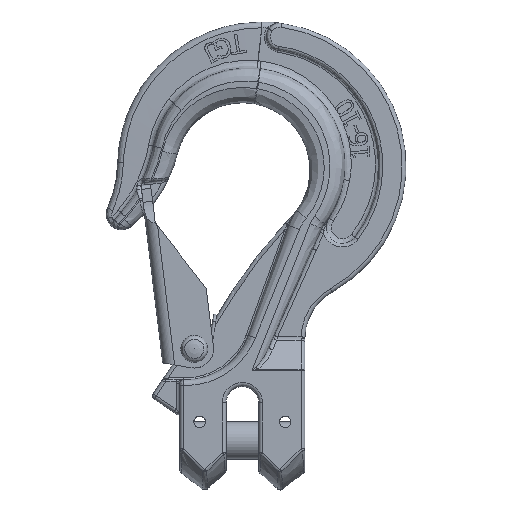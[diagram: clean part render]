
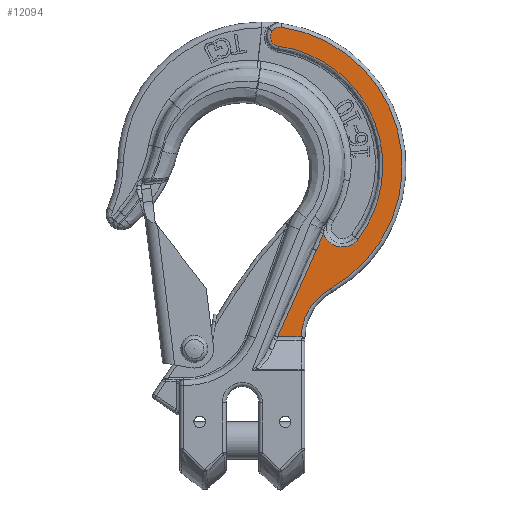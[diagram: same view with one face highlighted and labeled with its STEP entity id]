
A CAD part, top view. The second image highlights one B-rep face of the part: STEP entity #12094.
In plain terms, the highlighted planar face has unit normal (0, 0, 1).
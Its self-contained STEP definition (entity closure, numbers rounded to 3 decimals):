
#1043=LINE('',#32031,#1582);
#1044=LINE('',#32172,#1583);
#1582=VECTOR('',#14454,49.314);
#1583=VECTOR('',#14461,12.171);
#2525=B_SPLINE_CURVE_WITH_KNOTS('',3,(#32053,#32054,#32055,#32056),
 .UNSPECIFIED.,.F.,.F.,(4,4),(-0.954,0.),.UNSPECIFIED.);
#2529=B_SPLINE_CURVE_WITH_KNOTS('',3,(#32142,#32143,#32144,#32145,#32146,
#32147,#32148,#32149),.UNSPECIFIED.,.F.,.F.,(4,1,1,1,1,4),(0.921,
1.322,1.77,2.219,2.668,3.117),
 .UNSPECIFIED.);
#2532=B_SPLINE_CURVE_WITH_KNOTS('',3,(#32180,#32181,#32182,#32183),
 .UNSPECIFIED.,.F.,.F.,(4,4),(-0.021,0.),.UNSPECIFIED.);
#2533=B_SPLINE_CURVE_WITH_KNOTS('',3,(#32185,#32186,#32187,#32188,#32189,
#32190,#32191),.UNSPECIFIED.,.F.,.F.,(4,1,1,1,4),(-1.022,-0.876,
-0.584,-0.292,0.),.UNSPECIFIED.);
#2534=B_SPLINE_CURVE_WITH_KNOTS('',3,(#32192,#32193,#32194,#32195,#32196,
#32197,#32198,#32199,#32200,#32201,#32202,#32203,#32204,#32205,#32206),
 .UNSPECIFIED.,.F.,.F.,(4,1,1,1,1,1,1,1,1,1,1,1,4),(0.,
1.862,2.793,3.725,4.656,5.587,
6.518,7.449,8.38,9.311,10.243,
11.174,13.036),.UNSPECIFIED.);
#2788=PLANE('',#12755);
#3466=FACE_OUTER_BOUND('',#4218,.T.);
#4218=EDGE_LOOP('',(#10842,#10843,#10844,#10845,#10846,#10847,#10848,#10849,
#10850,#10851));
#4607=CIRCLE('',#12756,29.758);
#4608=CIRCLE('',#12757,73.);
#4609=CIRCLE('',#12758,5.);
#5734=VERTEX_POINT('',#32021);
#5736=VERTEX_POINT('',#32027);
#5738=VERTEX_POINT('',#32052);
#5740=VERTEX_POINT('',#32141);
#5743=VERTEX_POINT('',#32171);
#5744=VERTEX_POINT('',#32173);
#5745=VERTEX_POINT('',#32175);
#5746=VERTEX_POINT('',#32177);
#5747=VERTEX_POINT('',#32179);
#5748=VERTEX_POINT('',#32184);
#7501=EDGE_CURVE('',#5734,#5736,#1043,.T.);
#7502=EDGE_CURVE('',#5736,#5738,#2525,.T.);
#7507=EDGE_CURVE('',#5738,#5740,#2529,.T.);
#7511=EDGE_CURVE('',#5743,#5734,#1044,.T.);
#7512=EDGE_CURVE('',#5744,#5743,#4607,.T.);
#7513=EDGE_CURVE('',#5745,#5744,#4608,.T.);
#7514=EDGE_CURVE('',#5746,#5745,#4609,.T.);
#7515=EDGE_CURVE('',#5747,#5746,#2532,.T.);
#7516=EDGE_CURVE('',#5748,#5747,#2533,.T.);
#7517=EDGE_CURVE('',#5740,#5748,#2534,.T.);
#10842=ORIENTED_EDGE('',*,*,#7502,.F.);
#10843=ORIENTED_EDGE('',*,*,#7501,.F.);
#10844=ORIENTED_EDGE('',*,*,#7511,.F.);
#10845=ORIENTED_EDGE('',*,*,#7512,.F.);
#10846=ORIENTED_EDGE('',*,*,#7513,.F.);
#10847=ORIENTED_EDGE('',*,*,#7514,.F.);
#10848=ORIENTED_EDGE('',*,*,#7515,.F.);
#10849=ORIENTED_EDGE('',*,*,#7516,.F.);
#10850=ORIENTED_EDGE('',*,*,#7517,.F.);
#10851=ORIENTED_EDGE('',*,*,#7507,.F.);
#12094=ADVANCED_FACE('',(#3466),#2788,.T.);
#12755=AXIS2_PLACEMENT_3D('',#32170,#14459,#14460);
#12756=AXIS2_PLACEMENT_3D('',#32174,#14462,#14463);
#12757=AXIS2_PLACEMENT_3D('',#32176,#14464,#14465);
#12758=AXIS2_PLACEMENT_3D('',#32178,#14466,#14467);
#14454=DIRECTION('',(0.407,0.914,0.));
#14459=DIRECTION('center_axis',(0.,0.,1.));
#14460=DIRECTION('ref_axis',(1.,0.,0.));
#14461=DIRECTION('',(-1.,0.,0.));
#14462=DIRECTION('center_axis',(0.,0.,1.));
#14463=DIRECTION('ref_axis',(-0.854,0.52,0.));
#14464=DIRECTION('center_axis',(0.,0.,-1.));
#14465=DIRECTION('ref_axis',(0.983,0.185,0.));
#14466=DIRECTION('center_axis',(0.,0.,-1.));
#14467=DIRECTION('ref_axis',(-0.991,0.137,0.));
#32021=CARTESIAN_POINT('',(18.343,44.191,13.));
#32027=CARTESIAN_POINT('',(38.401,89.242,13.));
#32031=CARTESIAN_POINT('',(20.239,48.45,13.));
#32052=CARTESIAN_POINT('',(42.267,97.968,13.));
#32053=CARTESIAN_POINT('Ctrl Pts',(38.401,89.242,13.));
#32054=CARTESIAN_POINT('Ctrl Pts',(39.695,92.148,13.));
#32055=CARTESIAN_POINT('Ctrl Pts',(40.983,95.057,13.));
#32056=CARTESIAN_POINT('Ctrl Pts',(42.267,97.968,13.));
#32141=CARTESIAN_POINT('',(60.033,94.972,13.));
#32142=CARTESIAN_POINT('Ctrl Pts',(42.267,97.968,13.));
#32143=CARTESIAN_POINT('Ctrl Pts',(42.689,96.694,13.));
#32144=CARTESIAN_POINT('Ctrl Pts',(44.125,94.172,13.));
#32145=CARTESIAN_POINT('Ctrl Pts',(47.711,91.528,13.));
#32146=CARTESIAN_POINT('Ctrl Pts',(52.269,90.655,13.));
#32147=CARTESIAN_POINT('Ctrl Pts',(56.735,91.801,13.));
#32148=CARTESIAN_POINT('Ctrl Pts',(59.119,93.787,13.));
#32149=CARTESIAN_POINT('Ctrl Pts',(60.031,94.973,13.));
#32170=CARTESIAN_POINT('Origin',(3.667,82.505,13.));
#32171=CARTESIAN_POINT('',(30.514,44.191,13.));
#32172=CARTESIAN_POINT('',(18.083,44.191,13.));
#32173=CARTESIAN_POINT('',(45.747,69.268,13.));
#32174=CARTESIAN_POINT('Origin',(60.258,43.287,13.));
#32175=CARTESIAN_POINT('',(20.173,205.309,13.));
#32176=CARTESIAN_POINT('Origin',(10.15,133.,13.));
#32177=CARTESIAN_POINT('',(15.516,203.394,13.));
#32178=CARTESIAN_POINT('Origin',(19.487,200.356,13.));
#32179=CARTESIAN_POINT('',(15.389,203.221,13.));
#32180=CARTESIAN_POINT('Ctrl Pts',(15.389,203.221,13.));
#32181=CARTESIAN_POINT('Ctrl Pts',(15.43,203.28,13.));
#32182=CARTESIAN_POINT('Ctrl Pts',(15.472,203.337,13.));
#32183=CARTESIAN_POINT('Ctrl Pts',(15.516,203.394,13.));
#32184=CARTESIAN_POINT('',(18.8,195.402,13.));
#32185=CARTESIAN_POINT('Ctrl Pts',(18.8,195.402,13.));
#32186=CARTESIAN_POINT('Ctrl Pts',(18.319,195.469,13.));
#32187=CARTESIAN_POINT('Ctrl Pts',(16.901,195.879,13.));
#32188=CARTESIAN_POINT('Ctrl Pts',(14.995,197.555,13.));
#32189=CARTESIAN_POINT('Ctrl Pts',(14.197,200.495,13.));
#32190=CARTESIAN_POINT('Ctrl Pts',(14.832,202.424,13.));
#32191=CARTESIAN_POINT('Ctrl Pts',(15.389,203.221,13.));
#32192=CARTESIAN_POINT('Ctrl Pts',(60.033,94.972,13.));
#32193=CARTESIAN_POINT('Ctrl Pts',(63.818,99.892,13.));
#32194=CARTESIAN_POINT('Ctrl Pts',(68.403,108.121,13.));
#32195=CARTESIAN_POINT('Ctrl Pts',(71.916,120.238,13.));
#32196=CARTESIAN_POINT('Ctrl Pts',(73.151,129.475,13.));
#32197=CARTESIAN_POINT('Ctrl Pts',(73.007,138.922,13.));
#32198=CARTESIAN_POINT('Ctrl Pts',(71.448,148.191,13.));
#32199=CARTESIAN_POINT('Ctrl Pts',(68.558,157.081,13.));
#32200=CARTESIAN_POINT('Ctrl Pts',(64.318,165.548,13.));
#32201=CARTESIAN_POINT('Ctrl Pts',(58.936,173.181,13.));
#32202=CARTESIAN_POINT('Ctrl Pts',(52.445,179.989,13.));
#32203=CARTESIAN_POINT('Ctrl Pts',(44.98,185.76,13.));
#32204=CARTESIAN_POINT('Ctrl Pts',(34.125,191.841,13.));
#32205=CARTESIAN_POINT('Ctrl Pts',(24.949,194.549,13.));
#32206=CARTESIAN_POINT('Ctrl Pts',(18.8,195.402,13.));
